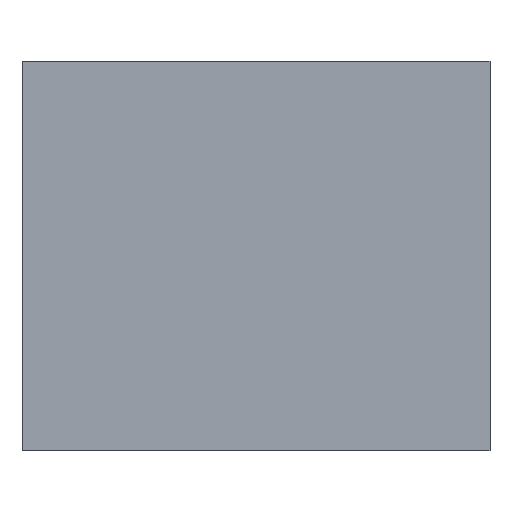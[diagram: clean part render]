
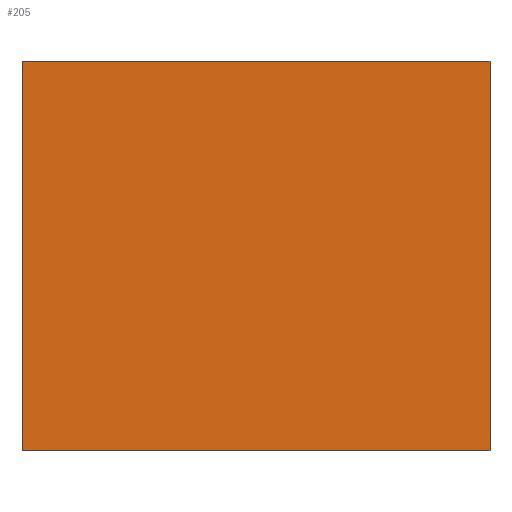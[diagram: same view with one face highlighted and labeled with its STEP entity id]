
A CAD part, left-side view. The second image highlights one B-rep face of the part: STEP entity #205.
In plain terms, the highlighted planar face has unit normal (-1, 0, 0).
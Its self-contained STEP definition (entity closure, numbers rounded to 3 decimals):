
#18 = EDGE_CURVE ( 'NONE', #440, #296, #371, .T. ) ;
#19 = LINE ( 'NONE', #198, #36 ) ;
#28 = VECTOR ( 'NONE', #437, 1000. ) ;
#36 = VECTOR ( 'NONE', #305, 1000. ) ;
#40 = ORIENTED_EDGE ( 'NONE', *, *, #366, .T. ) ;
#48 = VERTEX_POINT ( 'NONE', #133 ) ;
#53 = CARTESIAN_POINT ( 'NONE',  ( 65.1, 29., 0. ) ) ;
#64 = DIRECTION ( 'NONE',  ( 1., 0., 0. ) ) ;
#67 = VECTOR ( 'NONE', #387, 1000. ) ;
#81 = CARTESIAN_POINT ( 'NONE',  ( 65.1, 41., 0. ) ) ;
#133 = CARTESIAN_POINT ( 'NONE',  ( 65.1, 41., 10. ) ) ;
#148 = ORIENTED_EDGE ( 'NONE', *, *, #18, .F. ) ;
#160 = EDGE_CURVE ( 'NONE', #298, #296, #175, .T. ) ;
#175 = LINE ( 'NONE', #415, #67 ) ;
#195 = DIRECTION ( 'NONE',  ( 0., 0., -1. ) ) ;
#197 = CARTESIAN_POINT ( 'NONE',  ( 65.1, 29., 10. ) ) ;
#198 = CARTESIAN_POINT ( 'NONE',  ( 65.1, 29., 10. ) ) ;
#199 = EDGE_LOOP ( 'NONE', ( #288, #148, #392, #40 ) ) ;
#205 = ADVANCED_FACE ( 'NONE', ( #452 ), #252, .F. ) ;
#207 = CARTESIAN_POINT ( 'NONE',  ( 65.1, 29., 10. ) ) ;
#252 = PLANE ( 'NONE',  #414 ) ;
#288 = ORIENTED_EDGE ( 'NONE', *, *, #160, .T. ) ;
#291 = LINE ( 'NONE', #399, #28 ) ;
#296 = VERTEX_POINT ( 'NONE', #53 ) ;
#298 = VERTEX_POINT ( 'NONE', #81 ) ;
#305 = DIRECTION ( 'NONE',  ( 0., -1., 0. ) ) ;
#366 = EDGE_CURVE ( 'NONE', #48, #298, #291, .T. ) ;
#369 = VECTOR ( 'NONE', #195, 1000. ) ;
#371 = LINE ( 'NONE', #197, #369 ) ;
#387 = DIRECTION ( 'NONE',  ( 0., -1., 0. ) ) ;
#392 = ORIENTED_EDGE ( 'NONE', *, *, #394, .F. ) ;
#394 = EDGE_CURVE ( 'NONE', #48, #440, #19, .T. ) ;
#399 = CARTESIAN_POINT ( 'NONE',  ( 65.1, 41., 10. ) ) ;
#414 = AXIS2_PLACEMENT_3D ( 'NONE', #419, #64, #417 ) ;
#415 = CARTESIAN_POINT ( 'NONE',  ( 65.1, 29., 0. ) ) ;
#417 = DIRECTION ( 'NONE',  ( 0., 0., -1. ) ) ;
#419 = CARTESIAN_POINT ( 'NONE',  ( 65.1, 29., 10. ) ) ;
#437 = DIRECTION ( 'NONE',  ( 0., 0., -1. ) ) ;
#440 = VERTEX_POINT ( 'NONE', #207 ) ;
#452 = FACE_OUTER_BOUND ( 'NONE', #199, .T. ) ;
